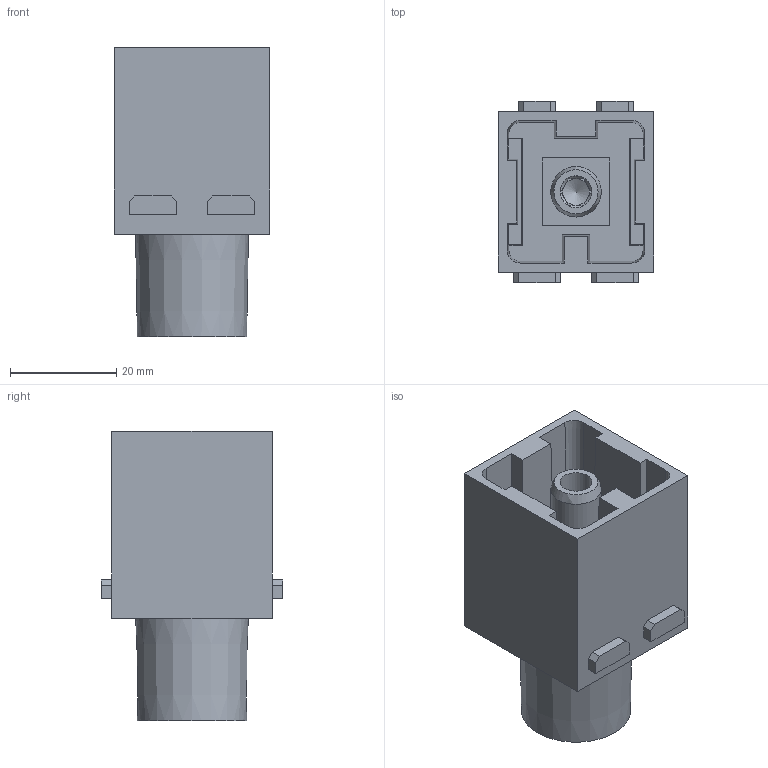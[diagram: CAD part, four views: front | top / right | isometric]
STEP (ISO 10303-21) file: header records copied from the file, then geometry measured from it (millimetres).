
FILE_DESCRIPTION(/* description */ (''),/* implementation_level */ '2;1');
FILE_NAME(/* name */ '100095279ugm000_d.stp',/* time_stamp */ '2019-05-21T10:52:53+02:00',/* author */ (''),/* organization */ (''),/* preprocessor_version */ 'ST-DEVELOPER v16.7',/* originating_system */ 'SIEMENS PLM Software NX 12.0',/* authorisation */ '');
FILE_SCHEMA (('AUTOMOTIVE_DESIGN { 1 0 10303 214 3 1 1 1 }'));
Length unit declared in the file: millimetre
Products named in the file (1): 100095279ugm000_d
Bounding box: 29.35 x 34.2 x 54.5 mm (x, y, z)
Volume: 24992.3 mm3; surface area: 12081 mm2
Topology: 1 solids, 1 shells, 201 faces, 604 edges, 516 vertices
Faces by surface type: plane 169, cylinder 17, cone 11, bspline 2, extrusion 2
Full cylindrical faces by diameter (mm): 0.683 x1, 0.807 x1, 5 x1, 6 x1, 9.5 x1, 11 x1, 12 x1, 15.5 x1, 16 x1
Entity records: 8346 total; most frequent: CARTESIAN_POINT 1349, DIRECTION 1032, ORIENTED_EDGE 992, VECTOR 508, LINE 506, EDGE_CURVE 496, VERTEX_POINT 344, PRESENTATION_STYLE_ASSIGNMENT 290
